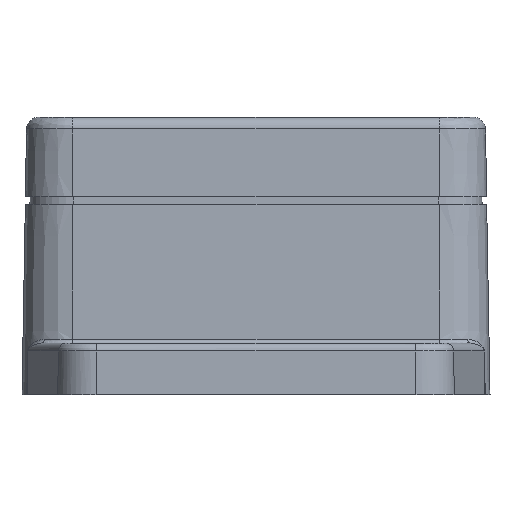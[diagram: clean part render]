
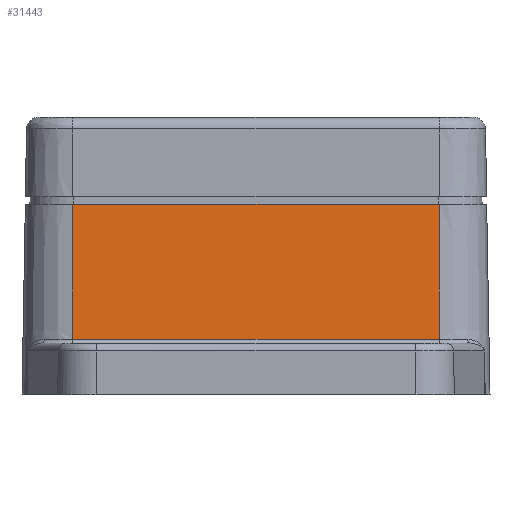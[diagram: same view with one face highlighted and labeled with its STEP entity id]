
A CAD part, left-side view. The second image highlights one B-rep face of the part: STEP entity #31443.
In plain terms, the highlighted planar face has unit normal (-1, 0, 0.018).
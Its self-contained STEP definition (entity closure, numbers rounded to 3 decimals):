
#393 = ORIENTED_EDGE ( 'NONE', *, *, #38740, .F. ) ;
#709 = EDGE_CURVE ( 'NONE', #8805, #4007, #31256, .T. ) ;
#3408 = CARTESIAN_POINT ( 'NONE',  ( -8742.527, -23.1, -499000. ) ) ;
#4007 = VERTEX_POINT ( 'NONE', #4741 ) ;
#4741 = CARTESIAN_POINT ( 'NONE',  ( -32.328, -23.1, 6.991 ) ) ;
#4901 = DIRECTION ( 'NONE',  ( 0.017, 0., 1. ) ) ;
#7717 = CARTESIAN_POINT ( 'NONE',  ( -32.328, -23.1, 6.991 ) ) ;
#8566 = FACE_OUTER_BOUND ( 'NONE', #28321, .T. ) ;
#8805 = VERTEX_POINT ( 'NONE', #20228 ) ;
#13492 = VECTOR ( 'NONE', #19673, 1000. ) ;
#13782 = VERTEX_POINT ( 'NONE', #28056 ) ;
#13846 = CARTESIAN_POINT ( 'NONE',  ( -32.031, -23.1, 24. ) ) ;
#14841 = VECTOR ( 'NONE', #35883, 1000. ) ;
#15420 = EDGE_CURVE ( 'NONE', #8805, #13782, #21066, .T. ) ;
#16490 = LINE ( 'NONE', #30991, #24378 ) ;
#19673 = DIRECTION ( 'NONE',  ( 0., -1., 0. ) ) ;
#20228 = CARTESIAN_POINT ( 'NONE',  ( -32.328, 23.1, 6.991 ) ) ;
#21066 = LINE ( 'NONE', #26533, #27618 ) ;
#23254 = CARTESIAN_POINT ( 'NONE',  ( -31.987, -23.1, 26.5 ) ) ;
#23777 = DIRECTION ( 'NONE',  ( 0.017, 0., 1. ) ) ;
#24110 = ORIENTED_EDGE ( 'NONE', *, *, #15420, .F. ) ;
#24378 = VECTOR ( 'NONE', #37444, 1000. ) ;
#24509 = LINE ( 'NONE', #3408, #14841 ) ;
#25590 = AXIS2_PLACEMENT_3D ( 'NONE', #23254, #34841, #4901 ) ;
#26533 = CARTESIAN_POINT ( 'NONE',  ( -8742.527, 23.1, -499000. ) ) ;
#27618 = VECTOR ( 'NONE', #23777, 1000. ) ;
#28056 = CARTESIAN_POINT ( 'NONE',  ( -32.031, 23.1, 24. ) ) ;
#28321 = EDGE_LOOP ( 'NONE', ( #35396, #30849, #393, #24110 ) ) ;
#30037 = EDGE_CURVE ( 'NONE', #33727, #4007, #24509, .T. ) ;
#30849 = ORIENTED_EDGE ( 'NONE', *, *, #30037, .F. ) ;
#30991 = CARTESIAN_POINT ( 'NONE',  ( -32.031, 0., 24. ) ) ;
#31256 = LINE ( 'NONE', #7717, #13492 ) ;
#31443 = ADVANCED_FACE ( 'NONE', ( #8566 ), #31920, .T. ) ;
#31920 = PLANE ( 'NONE',  #25590 ) ;
#33727 = VERTEX_POINT ( 'NONE', #13846 ) ;
#34841 = DIRECTION ( 'NONE',  ( -1., 0., 0.017 ) ) ;
#35396 = ORIENTED_EDGE ( 'NONE', *, *, #709, .T. ) ;
#35883 = DIRECTION ( 'NONE',  ( -0.017, 0., -1. ) ) ;
#37444 = DIRECTION ( 'NONE',  ( 0., -1., 0. ) ) ;
#38740 = EDGE_CURVE ( 'NONE', #13782, #33727, #16490, .T. ) ;
